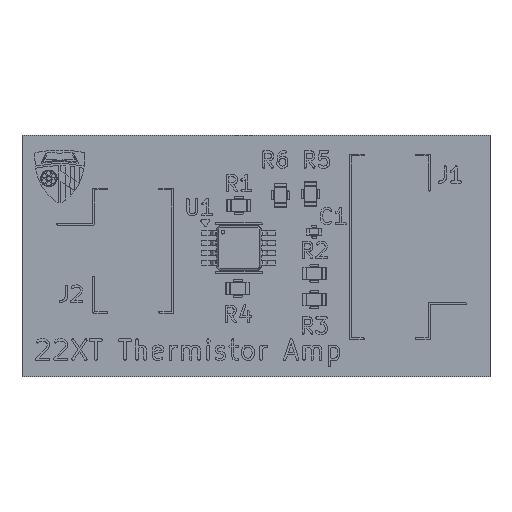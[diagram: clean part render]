
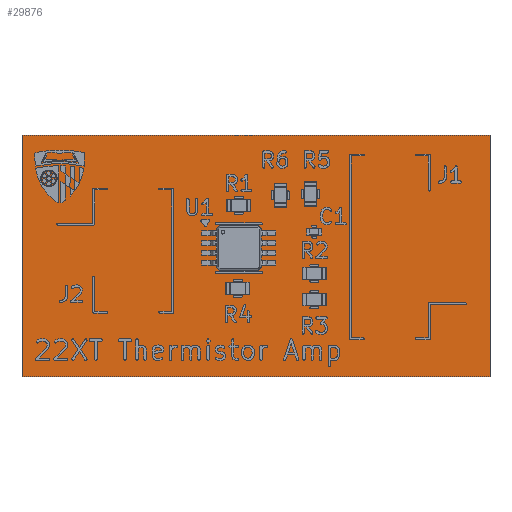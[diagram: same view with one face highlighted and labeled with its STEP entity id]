
A CAD part, top view. The second image highlights one B-rep face of the part: STEP entity #29876.
In plain terms, the highlighted planar face has unit normal (0, 0, 1).
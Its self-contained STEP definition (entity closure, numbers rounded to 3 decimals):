
#29876 = ADVANCED_FACE('',(#29877),#29911,.T.);
#29877 = FACE_BOUND('',#29878,.F.);
#29878 = EDGE_LOOP('',(#29879,#29889,#29897,#29905));
#29879 = ORIENTED_EDGE('',*,*,#29880,.T.);
#29880 = EDGE_CURVE('',#29881,#29883,#29885,.T.);
#29881 = VERTEX_POINT('',#29882);
#29882 = CARTESIAN_POINT('',(174.25,-91.5,1.56));
#29883 = VERTEX_POINT('',#29884);
#29884 = CARTESIAN_POINT('',(174.25,-75.5,1.56));
#29885 = LINE('',#29886,#29887);
#29886 = CARTESIAN_POINT('',(174.25,-91.5,1.56));
#29887 = VECTOR('',#29888,1.);
#29888 = DIRECTION('',(0.,1.,0.));
#29889 = ORIENTED_EDGE('',*,*,#29890,.T.);
#29890 = EDGE_CURVE('',#29883,#29891,#29893,.T.);
#29891 = VERTEX_POINT('',#29892);
#29892 = CARTESIAN_POINT('',(205.25,-75.5,1.56));
#29893 = LINE('',#29894,#29895);
#29894 = CARTESIAN_POINT('',(174.25,-75.5,1.56));
#29895 = VECTOR('',#29896,1.);
#29896 = DIRECTION('',(1.,0.,0.));
#29897 = ORIENTED_EDGE('',*,*,#29898,.T.);
#29898 = EDGE_CURVE('',#29891,#29899,#29901,.T.);
#29899 = VERTEX_POINT('',#29900);
#29900 = CARTESIAN_POINT('',(205.25,-91.5,1.56));
#29901 = LINE('',#29902,#29903);
#29902 = CARTESIAN_POINT('',(205.25,-75.5,1.56));
#29903 = VECTOR('',#29904,1.);
#29904 = DIRECTION('',(0.,-1.,0.));
#29905 = ORIENTED_EDGE('',*,*,#29906,.T.);
#29906 = EDGE_CURVE('',#29899,#29881,#29907,.T.);
#29907 = LINE('',#29908,#29909);
#29908 = CARTESIAN_POINT('',(205.25,-91.5,1.56));
#29909 = VECTOR('',#29910,1.);
#29910 = DIRECTION('',(-1.,0.,0.));
#29911 = PLANE('',#29912);
#29912 = AXIS2_PLACEMENT_3D('',#29913,#29914,#29915);
#29913 = CARTESIAN_POINT('',(0.,0.,1.56));
#29914 = DIRECTION('',(0.,0.,1.));
#29915 = DIRECTION('',(1.,0.,-0.));
